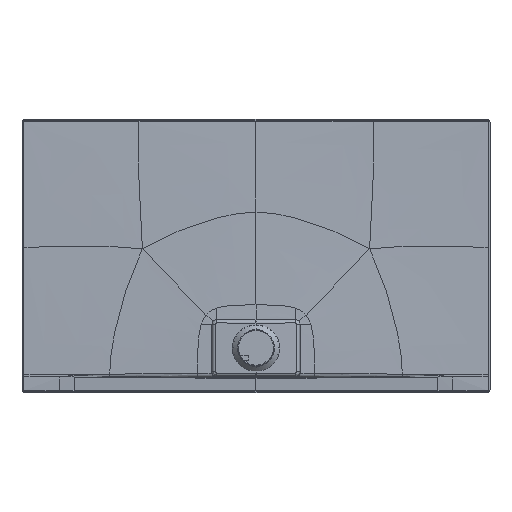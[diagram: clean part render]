
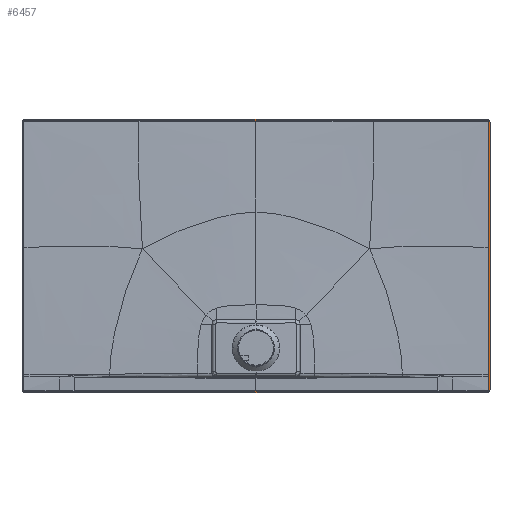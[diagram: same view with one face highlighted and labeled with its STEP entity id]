
A CAD part, front view. The second image highlights one B-rep face of the part: STEP entity #6457.
In plain terms, the highlighted planar face has unit normal (0, -1, 0).
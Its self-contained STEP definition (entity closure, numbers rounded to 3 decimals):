
#1=DIRECTION('',(0.,0.,-1.));
#2=VECTOR('',#1,686.);
#3=CARTESIAN_POINT('',(-600.,-15.,693.));
#4=LINE('',#3,#2);
#56=CARTESIAN_POINT('',(-593.,-15.,693.));
#57=DIRECTION('',(0.,1.,0.));
#58=DIRECTION('',(-1.,0.,0.));
#59=AXIS2_PLACEMENT_3D('',#56,#57,#58);
#61=CARTESIAN_POINT('',(593.,-15.,693.));
#62=DIRECTION('',(0.,1.,0.));
#63=DIRECTION('',(0.,0.,1.));
#64=AXIS2_PLACEMENT_3D('',#61,#62,#63);
#66=CARTESIAN_POINT('',(593.,-15.,7.));
#67=DIRECTION('',(0.,1.,0.));
#68=DIRECTION('',(1.,0.,0.));
#69=AXIS2_PLACEMENT_3D('',#66,#67,#68);
#71=CARTESIAN_POINT('',(-593.,-15.,7.));
#72=DIRECTION('',(0.,1.,0.));
#73=DIRECTION('',(0.,0.,-1.));
#74=AXIS2_PLACEMENT_3D('',#71,#72,#73);
#76=DIRECTION('',(-1.,0.,0.));
#77=VECTOR('',#76,1186.);
#78=CARTESIAN_POINT('',(593.,-15.,697.));
#79=LINE('',#78,#77);
#80=CARTESIAN_POINT('',(-593.,-15.,693.));
#81=DIRECTION('',(0.,-1.,0.));
#82=DIRECTION('',(0.,0.,1.));
#83=AXIS2_PLACEMENT_3D('',#80,#81,#82);
#85=DIRECTION('',(0.,0.,-1.));
#86=VECTOR('',#85,686.);
#87=CARTESIAN_POINT('',(-597.,-15.,693.));
#88=LINE('',#87,#86);
#89=CARTESIAN_POINT('',(-593.,-15.,7.));
#90=DIRECTION('',(0.,-1.,0.));
#91=DIRECTION('',(-1.,0.,0.));
#92=AXIS2_PLACEMENT_3D('',#89,#90,#91);
#94=DIRECTION('',(1.,0.,0.));
#95=VECTOR('',#94,1186.);
#96=CARTESIAN_POINT('',(-593.,-15.,3.));
#97=LINE('',#96,#95);
#98=CARTESIAN_POINT('',(593.,-15.,7.));
#99=DIRECTION('',(0.,-1.,0.));
#100=DIRECTION('',(0.,0.,-1.));
#101=AXIS2_PLACEMENT_3D('',#98,#99,#100);
#103=DIRECTION('',(0.,0.,1.));
#104=VECTOR('',#103,686.);
#105=CARTESIAN_POINT('',(597.,-15.,7.));
#106=LINE('',#105,#104);
#107=CARTESIAN_POINT('',(593.,-15.,693.));
#108=DIRECTION('',(0.,-1.,0.));
#109=DIRECTION('',(1.,0.,0.));
#110=AXIS2_PLACEMENT_3D('',#107,#108,#109);
#277=DIRECTION('',(1.,0.,0.));
#278=VECTOR('',#277,1186.);
#279=CARTESIAN_POINT('',(-593.,-15.,0.));
#280=LINE('',#279,#278);
#304=DIRECTION('',(0.,0.,1.));
#305=VECTOR('',#304,686.);
#306=CARTESIAN_POINT('',(600.,-15.,7.));
#307=LINE('',#306,#305);
#334=DIRECTION('',(-1.,0.,0.));
#335=VECTOR('',#334,1186.);
#336=CARTESIAN_POINT('',(593.,-15.,700.));
#337=LINE('',#336,#335);
#5958=CARTESIAN_POINT('',(-600.,-15.,693.));
#5959=CARTESIAN_POINT('',(-600.,-15.,7.));
#5960=VERTEX_POINT('',#5958);
#5961=VERTEX_POINT('',#5959);
#5970=CARTESIAN_POINT('',(-593.,-15.,700.));
#5971=VERTEX_POINT('',#5970);
#5972=CARTESIAN_POINT('',(593.,-15.,700.));
#5973=VERTEX_POINT('',#5972);
#5974=CARTESIAN_POINT('',(600.,-15.,693.));
#5975=VERTEX_POINT('',#5974);
#5976=CARTESIAN_POINT('',(600.,-15.,7.));
#5977=VERTEX_POINT('',#5976);
#5978=CARTESIAN_POINT('',(593.,-15.,0.));
#5979=VERTEX_POINT('',#5978);
#5980=CARTESIAN_POINT('',(-593.,-15.,0.));
#5981=VERTEX_POINT('',#5980);
#5982=CARTESIAN_POINT('',(593.,-15.,697.));
#5983=CARTESIAN_POINT('',(-593.,-15.,697.));
#5984=VERTEX_POINT('',#5982);
#5985=VERTEX_POINT('',#5983);
#5986=CARTESIAN_POINT('',(-597.,-15.,693.));
#5987=VERTEX_POINT('',#5986);
#5988=CARTESIAN_POINT('',(-597.,-15.,7.));
#5989=VERTEX_POINT('',#5988);
#5990=CARTESIAN_POINT('',(-593.,-15.,3.));
#5991=VERTEX_POINT('',#5990);
#5992=CARTESIAN_POINT('',(593.,-15.,3.));
#5993=VERTEX_POINT('',#5992);
#5994=CARTESIAN_POINT('',(597.,-15.,7.));
#5995=VERTEX_POINT('',#5994);
#5996=CARTESIAN_POINT('',(597.,-15.,693.));
#5997=VERTEX_POINT('',#5996);
#6417=CARTESIAN_POINT('',(-598.5,-15.,350.));
#6418=DIRECTION('',(0.,-1.,0.));
#6419=DIRECTION('',(0.,0.,1.));
#6420=AXIS2_PLACEMENT_3D('',#6417,#6418,#6419);
#6421=PLANE('',#6420);
#6422=ORIENTED_EDGE('',*,*,#6400,.F.);
#6424=ORIENTED_EDGE('',*,*,#6423,.T.);
#6426=ORIENTED_EDGE('',*,*,#6425,.F.);
#6428=ORIENTED_EDGE('',*,*,#6427,.T.);
#6430=ORIENTED_EDGE('',*,*,#6429,.F.);
#6432=ORIENTED_EDGE('',*,*,#6431,.T.);
#6434=ORIENTED_EDGE('',*,*,#6433,.F.);
#6436=ORIENTED_EDGE('',*,*,#6435,.T.);
#6437=EDGE_LOOP('',(#6422,#6424,#6426,#6428,#6430,#6432,#6434,#6436));
#6438=FACE_OUTER_BOUND('',#6437,.F.);
#6440=ORIENTED_EDGE('',*,*,#6439,.T.);
#6442=ORIENTED_EDGE('',*,*,#6441,.T.);
#6444=ORIENTED_EDGE('',*,*,#6443,.T.);
#6446=ORIENTED_EDGE('',*,*,#6445,.T.);
#6448=ORIENTED_EDGE('',*,*,#6447,.T.);
#6450=ORIENTED_EDGE('',*,*,#6449,.T.);
#6452=ORIENTED_EDGE('',*,*,#6451,.T.);
#6454=ORIENTED_EDGE('',*,*,#6453,.T.);
#6455=EDGE_LOOP('',(#6440,#6442,#6444,#6446,#6448,#6450,#6452,#6454));
#6456=FACE_BOUND('',#6455,.F.);
#6457=ADVANCED_FACE('',(#6438,#6456),#6421,.T.);
#60=CIRCLE('',#59,7.);
#65=CIRCLE('',#64,7.);
#70=CIRCLE('',#69,7.);
#75=CIRCLE('',#74,7.);
#84=CIRCLE('',#83,4.);
#93=CIRCLE('',#92,4.);
#102=CIRCLE('',#101,4.);
#111=CIRCLE('',#110,4.);
#6400=EDGE_CURVE('',#5960,#5961,#4,.T.);
#6423=EDGE_CURVE('',#5960,#5971,#60,.T.);
#6425=EDGE_CURVE('',#5973,#5971,#337,.T.);
#6427=EDGE_CURVE('',#5973,#5975,#65,.T.);
#6429=EDGE_CURVE('',#5977,#5975,#307,.T.);
#6431=EDGE_CURVE('',#5977,#5979,#70,.T.);
#6433=EDGE_CURVE('',#5981,#5979,#280,.T.);
#6435=EDGE_CURVE('',#5981,#5961,#75,.T.);
#6439=EDGE_CURVE('',#5984,#5985,#79,.T.);
#6441=EDGE_CURVE('',#5985,#5987,#84,.T.);
#6443=EDGE_CURVE('',#5987,#5989,#88,.T.);
#6445=EDGE_CURVE('',#5989,#5991,#93,.T.);
#6447=EDGE_CURVE('',#5991,#5993,#97,.T.);
#6449=EDGE_CURVE('',#5993,#5995,#102,.T.);
#6451=EDGE_CURVE('',#5995,#5997,#106,.T.);
#6453=EDGE_CURVE('',#5997,#5984,#111,.T.);
